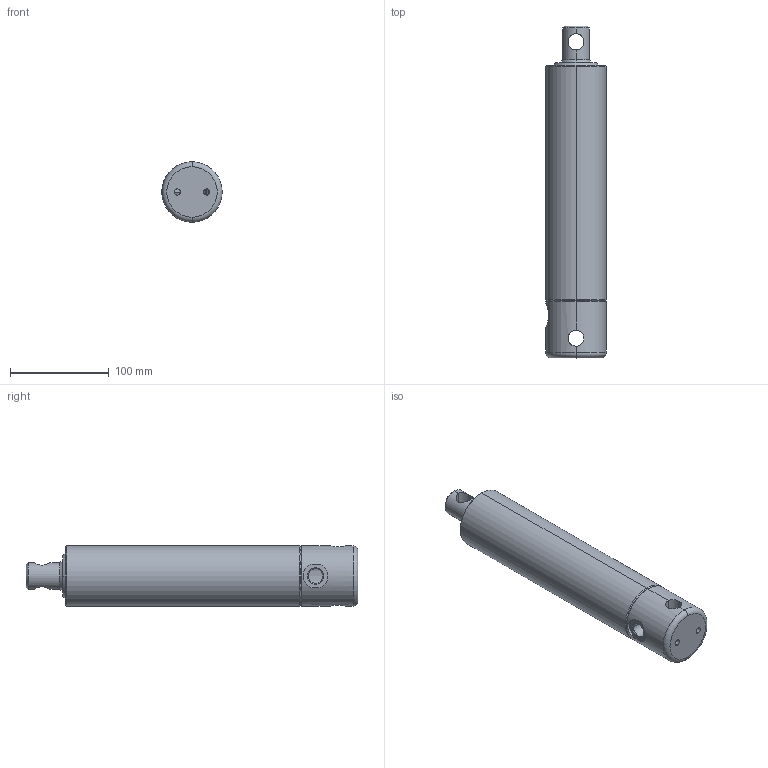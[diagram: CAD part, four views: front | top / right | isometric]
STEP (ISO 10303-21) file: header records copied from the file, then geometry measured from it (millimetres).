
FILE_DESCRIPTION (( 'STEP AP203' ), '1' );
FILE_NAME ('233.STEP', '2018-02-02T06:50:19', ( '' ), ( '' ), 'SwSTEP 2.0', 'SolidWorks 2017', '' );
FILE_SCHEMA (( 'CONFIG_CONTROL_DESIGN' ));
Length unit declared in the file: millimetre
Products named in the file (1): 233
Bounding box: 61.1 x 336 x 61.1 mm (x, y, z)
Surface area: 116019 mm2 (no closed solid volume)
Topology: 0 solids, 6 shells, 55 faces, 135 edges, 82 vertices
Faces by surface type: cylinder 29, cone 18, plane 6, torus 2
Entity records: 2165 total; most frequent: CARTESIAN_POINT 768, DIRECTION 305, ORIENTED_EDGE 242, EDGE_CURVE 135, AXIS2_PLACEMENT_3D 127, VERTEX_POINT 82, CIRCLE 71, EDGE_LOOP 62
